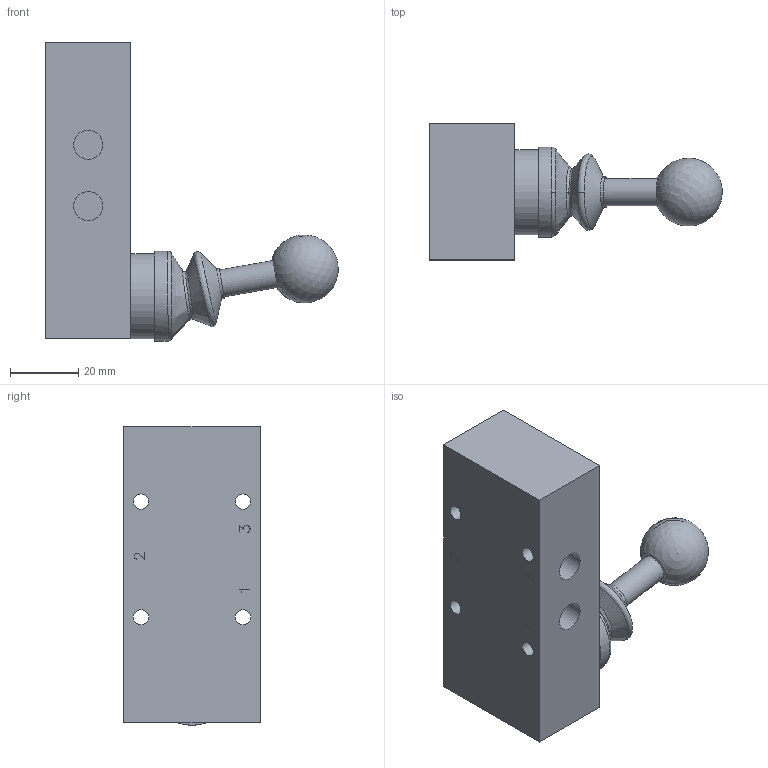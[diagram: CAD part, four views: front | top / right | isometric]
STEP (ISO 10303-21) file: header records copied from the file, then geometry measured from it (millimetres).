
FILE_DESCRIPTION(/* description */ (''),/* implementation_level */ '2;1');
FILE_NAME(/* name */ 'hr_18_320.stp',/* time_stamp */ '2019-01-17T09:43:59+01:00',/* author */ ('leitheußer'),/* organization */ (''),/* preprocessor_version */ 'ST-DEVELOPER v15.6',/* originating_system */ 'Autodesk Inventor LT ',/* authorisation */ '');
FILE_SCHEMA (('AUTOMOTIVE_DESIGN { 1 0 10303 214 3 1 1 }'));
Length unit declared in the file: millimetre
Products named in the file (1): HR-18-320_Airtec
Bounding box: 85.95 x 40 x 87.75 mm (x, y, z)
Volume: 99040.9 mm3; surface area: 18725.6 mm2
Topology: 1 solids, 1 shells, 175 faces, 484 edges, 322 vertices
Faces by surface type: plane 152, cylinder 11, bspline 11, sphere 1
Full cylindrical faces by diameter (mm): 4.5 x4, 8 x1, 8.566 x3, 9 x1, 25 x1, 26.5 x1
Entity records: 8209 total; most frequent: CARTESIAN_POINT 3840, ORIENTED_EDGE 934, DIRECTION 790, EDGE_CURVE 467, LINE 418, VECTOR 418, VERTEX_POINT 317, EDGE_LOOP 206
